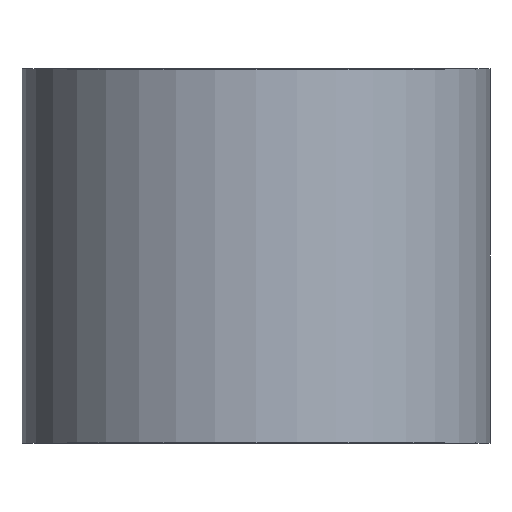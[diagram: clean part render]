
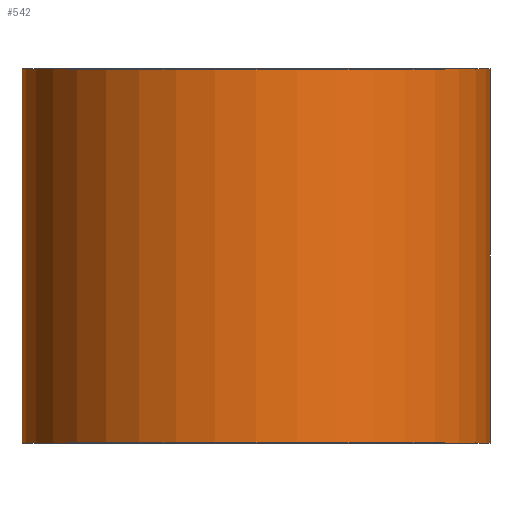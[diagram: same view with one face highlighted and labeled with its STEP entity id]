
A CAD part, front view. The second image highlights one B-rep face of the part: STEP entity #542.
In plain terms, the highlighted cylindrical face has radius 500 mm (diameter 1000 mm), a full revolution.
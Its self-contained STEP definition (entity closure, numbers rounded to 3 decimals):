
#38 = CIRCLE ( 'NONE', #894, 500. ) ;
#113 = EDGE_LOOP ( 'NONE', ( #991 ) ) ;
#117 = DIRECTION ( 'NONE',  ( 1., 0., 0. ) ) ;
#229 = EDGE_CURVE ( 'NONE', #342, #342, #1231, .T. ) ;
#244 = FACE_OUTER_BOUND ( 'NONE', #711, .T. ) ;
#271 = CARTESIAN_POINT ( 'NONE',  ( 0., 0., 0. ) ) ;
#342 = VERTEX_POINT ( 'NONE', #368 ) ;
#368 = CARTESIAN_POINT ( 'NONE',  ( 500., 0., 0. ) ) ;
#374 = CYLINDRICAL_SURFACE ( 'NONE', #1318, 500. ) ;
#434 = CARTESIAN_POINT ( 'NONE',  ( 0., 0., 0. ) ) ;
#519 = VERTEX_POINT ( 'NONE', #1432 ) ;
#542 = ADVANCED_FACE ( 'NONE', ( #1153, #244 ), #374, .T. ) ;
#553 = CARTESIAN_POINT ( 'NONE',  ( 0., 0., 800. ) ) ;
#711 = EDGE_LOOP ( 'NONE', ( #891 ) ) ;
#801 = DIRECTION ( 'NONE',  ( 1., 0., 0. ) ) ;
#890 = AXIS2_PLACEMENT_3D ( 'NONE', #271, #919, #1032 ) ;
#891 = ORIENTED_EDGE ( 'NONE', *, *, #1111, .F. ) ;
#894 = AXIS2_PLACEMENT_3D ( 'NONE', #553, #980, #117 ) ;
#919 = DIRECTION ( 'NONE',  ( 0., 0., 1. ) ) ;
#980 = DIRECTION ( 'NONE',  ( 0., 0., 1. ) ) ;
#991 = ORIENTED_EDGE ( 'NONE', *, *, #229, .T. ) ;
#1032 = DIRECTION ( 'NONE',  ( 1., 0., 0. ) ) ;
#1111 = EDGE_CURVE ( 'NONE', #519, #519, #38, .T. ) ;
#1132 = DIRECTION ( 'NONE',  ( 0., 0., 1. ) ) ;
#1153 = FACE_OUTER_BOUND ( 'NONE', #113, .T. ) ;
#1231 = CIRCLE ( 'NONE', #890, 500. ) ;
#1318 = AXIS2_PLACEMENT_3D ( 'NONE', #434, #1132, #801 ) ;
#1432 = CARTESIAN_POINT ( 'NONE',  ( 500., 0., 800. ) ) ;
